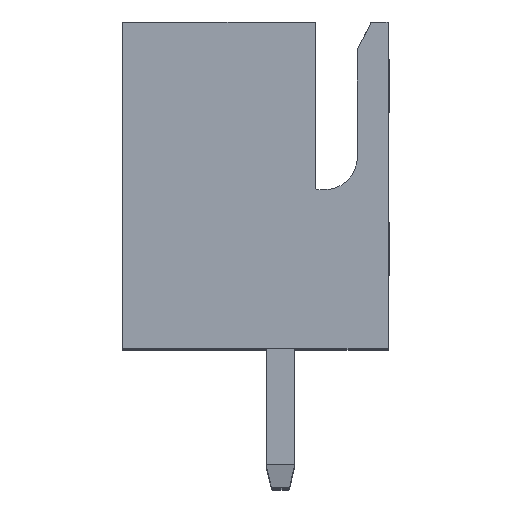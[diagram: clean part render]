
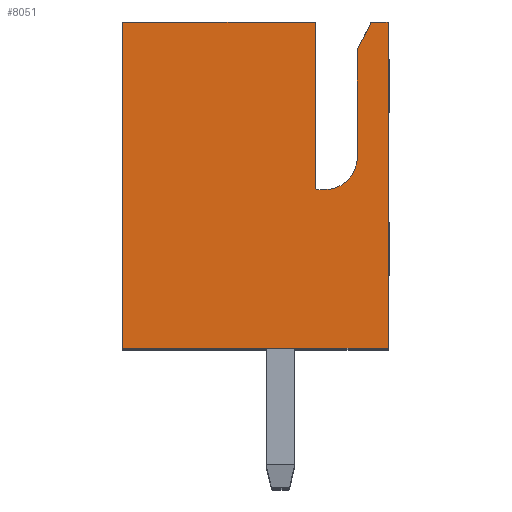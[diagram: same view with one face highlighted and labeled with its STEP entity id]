
A CAD part, top view. The second image highlights one B-rep face of the part: STEP entity #8051.
In plain terms, the highlighted planar face has unit normal (0, 0, 1).
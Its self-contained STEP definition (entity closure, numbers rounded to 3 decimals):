
#291=PLANE('',#8545);
#442=CIRCLE('',#8363,0.05);
#449=CIRCLE('',#8546,0.7);
#813=FACE_OUTER_BOUND('',#1257,.T.);
#1257=EDGE_LOOP('',(#6710,#6711,#6712,#6713,#6714,#6715,#6716,#6717,#6718,
#6719,#6720));
#1503=LINE('',#12123,#2394);
#1511=LINE('',#12138,#2402);
#1531=LINE('',#12194,#2422);
#1764=LINE('',#13141,#2655);
#1768=LINE('',#13159,#2659);
#1773=LINE('',#13168,#2664);
#2141=LINE('',#13923,#3032);
#2147=LINE('',#13939,#3038);
#2148=LINE('',#13940,#3039);
#2394=VECTOR('',#8883,10.);
#2402=VECTOR('',#8893,10.);
#2422=VECTOR('',#8939,10.);
#2655=VECTOR('',#9404,10.);
#2659=VECTOR('',#9424,10.);
#2664=VECTOR('',#9435,10.);
#3032=VECTOR('',#10151,10.);
#3038=VECTOR('',#10165,10.);
#3039=VECTOR('',#10166,10.);
#3407=VERTEX_POINT('',#12120);
#3408=VERTEX_POINT('',#12122);
#3414=VERTEX_POINT('',#12136);
#3436=VERTEX_POINT('',#12191);
#3437=VERTEX_POINT('',#12193);
#3646=VERTEX_POINT('',#13138);
#3647=VERTEX_POINT('',#13140);
#3651=VERTEX_POINT('',#13152);
#3653=VERTEX_POINT('',#13158);
#3867=VERTEX_POINT('',#13921);
#3873=VERTEX_POINT('',#13938);
#4140=EDGE_CURVE('',#3408,#3407,#1503,.T.);
#4148=EDGE_CURVE('',#3414,#3407,#1511,.T.);
#4175=EDGE_CURVE('',#3437,#3436,#1531,.T.);
#4485=EDGE_CURVE('',#3647,#3646,#1764,.T.);
#4491=EDGE_CURVE('',#3408,#3651,#442,.T.);
#4494=EDGE_CURVE('',#3653,#3651,#1768,.T.);
#4499=EDGE_CURVE('',#3647,#3436,#1773,.T.);
#4870=EDGE_CURVE('',#3646,#3867,#2141,.T.);
#4878=EDGE_CURVE('',#3867,#3653,#449,.T.);
#4879=EDGE_CURVE('',#3873,#3414,#2147,.T.);
#4880=EDGE_CURVE('',#3873,#3437,#2148,.T.);
#6710=ORIENTED_EDGE('',*,*,#4485,.T.);
#6711=ORIENTED_EDGE('',*,*,#4870,.T.);
#6712=ORIENTED_EDGE('',*,*,#4878,.T.);
#6713=ORIENTED_EDGE('',*,*,#4494,.T.);
#6714=ORIENTED_EDGE('',*,*,#4491,.F.);
#6715=ORIENTED_EDGE('',*,*,#4140,.T.);
#6716=ORIENTED_EDGE('',*,*,#4148,.F.);
#6717=ORIENTED_EDGE('',*,*,#4879,.F.);
#6718=ORIENTED_EDGE('',*,*,#4880,.T.);
#6719=ORIENTED_EDGE('',*,*,#4175,.T.);
#6720=ORIENTED_EDGE('',*,*,#4499,.F.);
#8051=ADVANCED_FACE('',(#813),#291,.T.);
#8363=AXIS2_PLACEMENT_3D('',#13153,#9417,#9418);
#8545=AXIS2_PLACEMENT_3D('',#13936,#10161,#10162);
#8546=AXIS2_PLACEMENT_3D('',#13937,#10163,#10164);
#8883=DIRECTION('',(0.,1.,0.));
#8893=DIRECTION('',(1.,0.,0.));
#8939=DIRECTION('',(0.,1.,0.));
#9404=DIRECTION('',(-0.447,-0.894,0.));
#9417=DIRECTION('center_axis',(0.,0.,1.));
#9418=DIRECTION('ref_axis',(-0.707,-0.707,0.));
#9424=DIRECTION('',(-1.,0.,0.));
#9435=DIRECTION('',(1.,0.,0.));
#10151=DIRECTION('',(0.,-1.,0.));
#10161=DIRECTION('center_axis',(0.,0.,1.));
#10162=DIRECTION('ref_axis',(1.,0.,0.));
#10163=DIRECTION('center_axis',(0.,0.,-1.));
#10164=DIRECTION('ref_axis',(0.,-1.,0.));
#10165=DIRECTION('',(0.,1.,0.));
#10166=DIRECTION('',(1.,0.,0.));
#12120=CARTESIAN_POINT('',(1.29,7.,14.06));
#12122=CARTESIAN_POINT('',(1.29,3.45,14.06));
#12123=CARTESIAN_POINT('',(1.29,1.7,14.06));
#12136=CARTESIAN_POINT('',(-2.85,7.,14.06));
#12138=CARTESIAN_POINT('',(-2.85,7.,14.06));
#12191=CARTESIAN_POINT('',(2.85,7.,14.06));
#12193=CARTESIAN_POINT('',(2.85,0.,14.06));
#12194=CARTESIAN_POINT('',(2.85,0.,14.06));
#13138=CARTESIAN_POINT('',(2.19,6.4,14.06));
#13140=CARTESIAN_POINT('',(2.49,7.,14.06));
#13141=CARTESIAN_POINT('',(0.556,3.132,14.06));
#13152=CARTESIAN_POINT('',(1.34,3.4,14.06));
#13153=CARTESIAN_POINT('Origin',(1.34,3.45,14.06));
#13158=CARTESIAN_POINT('',(1.49,3.4,14.06));
#13159=CARTESIAN_POINT('',(-0.68,3.4,14.06));
#13168=CARTESIAN_POINT('',(-2.85,7.,14.06));
#13921=CARTESIAN_POINT('',(2.19,4.1,14.06));
#13923=CARTESIAN_POINT('',(2.19,3.5,14.06));
#13936=CARTESIAN_POINT('Origin',(-2.85,0.,14.06));
#13937=CARTESIAN_POINT('Origin',(1.49,4.1,14.06));
#13938=CARTESIAN_POINT('',(-2.85,0.,14.06));
#13939=CARTESIAN_POINT('',(-2.85,0.,14.06));
#13940=CARTESIAN_POINT('',(-2.85,0.,14.06));
